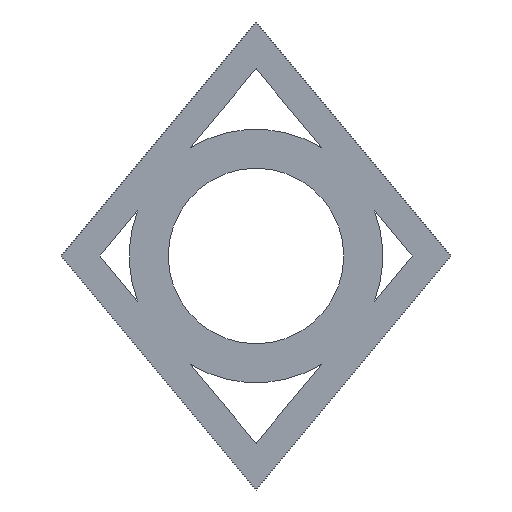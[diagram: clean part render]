
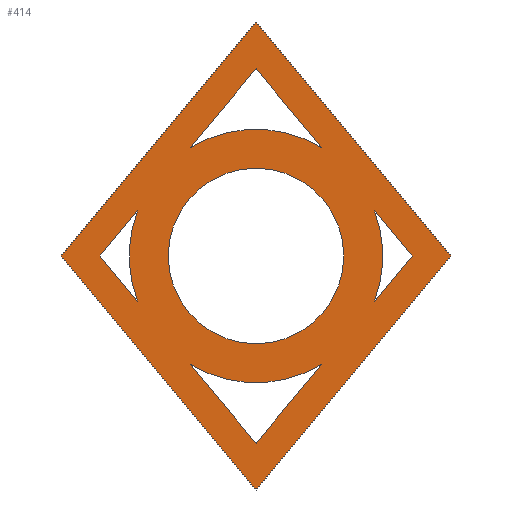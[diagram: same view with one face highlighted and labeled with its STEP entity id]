
A CAD part, front view. The second image highlights one B-rep face of the part: STEP entity #414.
In plain terms, the highlighted planar face has unit normal (0, -1, 0).
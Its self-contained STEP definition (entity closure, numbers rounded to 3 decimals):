
#21=FACE_BOUND('',#92,.T.);
#22=FACE_BOUND('',#93,.T.);
#23=FACE_BOUND('',#94,.T.);
#24=FACE_BOUND('',#95,.T.);
#25=FACE_BOUND('',#96,.T.);
#26=CIRCLE('',#431,13.);
#28=CIRCLE('',#436,13.);
#30=CIRCLE('',#441,13.);
#32=CIRCLE('',#446,13.);
#35=CIRCLE('',#451,9.);
#64=FACE_OUTER_BOUND('',#91,.T.);
#91=EDGE_LOOP('',(#362,#363,#364,#365));
#92=EDGE_LOOP('',(#366,#367,#368));
#93=EDGE_LOOP('',(#369,#370,#371));
#94=EDGE_LOOP('',(#372,#373,#374));
#95=EDGE_LOOP('',(#375,#376,#377));
#96=EDGE_LOOP('',(#378));
#97=LINE('',#576,#139);
#102=LINE('',#589,#144);
#104=LINE('',#594,#146);
#109=LINE('',#607,#151);
#111=LINE('',#612,#153);
#116=LINE('',#625,#158);
#118=LINE('',#630,#160);
#123=LINE('',#643,#165);
#127=LINE('',#661,#169);
#131=LINE('',#669,#173);
#134=LINE('',#675,#176);
#137=LINE('',#680,#179);
#139=VECTOR('',#466,10.);
#144=VECTOR('',#479,10.);
#146=VECTOR('',#483,10.);
#151=VECTOR('',#496,10.);
#153=VECTOR('',#500,10.);
#158=VECTOR('',#513,10.);
#160=VECTOR('',#517,10.);
#165=VECTOR('',#530,10.);
#169=VECTOR('',#550,10.);
#173=VECTOR('',#556,10.);
#176=VECTOR('',#561,10.);
#179=VECTOR('',#566,10.);
#181=VERTEX_POINT('',#574);
#182=VERTEX_POINT('',#575);
#185=VERTEX_POINT('',#583);
#187=VERTEX_POINT('',#592);
#188=VERTEX_POINT('',#593);
#191=VERTEX_POINT('',#601);
#193=VERTEX_POINT('',#610);
#194=VERTEX_POINT('',#611);
#197=VERTEX_POINT('',#619);
#199=VERTEX_POINT('',#628);
#200=VERTEX_POINT('',#629);
#203=VERTEX_POINT('',#637);
#206=VERTEX_POINT('',#648);
#209=VERTEX_POINT('',#659);
#210=VERTEX_POINT('',#660);
#213=VERTEX_POINT('',#668);
#215=VERTEX_POINT('',#674);
#217=EDGE_CURVE('',#181,#182,#97,.T.);
#221=EDGE_CURVE('',#182,#185,#26,.T.);
#224=EDGE_CURVE('',#185,#181,#102,.T.);
#226=EDGE_CURVE('',#187,#188,#104,.T.);
#230=EDGE_CURVE('',#188,#191,#28,.T.);
#233=EDGE_CURVE('',#191,#187,#109,.T.);
#235=EDGE_CURVE('',#193,#194,#111,.T.);
#239=EDGE_CURVE('',#194,#197,#30,.T.);
#242=EDGE_CURVE('',#197,#193,#116,.T.);
#244=EDGE_CURVE('',#199,#200,#118,.T.);
#248=EDGE_CURVE('',#200,#203,#32,.T.);
#251=EDGE_CURVE('',#203,#199,#123,.T.);
#255=EDGE_CURVE('',#206,#206,#35,.T.);
#259=EDGE_CURVE('',#209,#210,#127,.T.);
#263=EDGE_CURVE('',#210,#213,#131,.T.);
#266=EDGE_CURVE('',#215,#213,#134,.T.);
#269=EDGE_CURVE('',#209,#215,#137,.T.);
#362=ORIENTED_EDGE('',*,*,#269,.F.);
#363=ORIENTED_EDGE('',*,*,#259,.T.);
#364=ORIENTED_EDGE('',*,*,#263,.T.);
#365=ORIENTED_EDGE('',*,*,#266,.F.);
#366=ORIENTED_EDGE('',*,*,#221,.T.);
#367=ORIENTED_EDGE('',*,*,#224,.T.);
#368=ORIENTED_EDGE('',*,*,#217,.T.);
#369=ORIENTED_EDGE('',*,*,#230,.T.);
#370=ORIENTED_EDGE('',*,*,#233,.T.);
#371=ORIENTED_EDGE('',*,*,#226,.T.);
#372=ORIENTED_EDGE('',*,*,#239,.T.);
#373=ORIENTED_EDGE('',*,*,#242,.T.);
#374=ORIENTED_EDGE('',*,*,#235,.T.);
#375=ORIENTED_EDGE('',*,*,#248,.T.);
#376=ORIENTED_EDGE('',*,*,#251,.T.);
#377=ORIENTED_EDGE('',*,*,#244,.T.);
#378=ORIENTED_EDGE('',*,*,#255,.T.);
#393=PLANE('',#461);
#414=ADVANCED_FACE('',(#64,#21,#22,#23,#24,#25),#393,.F.);
#431=AXIS2_PLACEMENT_3D('',#584,#472,#473);
#436=AXIS2_PLACEMENT_3D('',#602,#489,#490);
#441=AXIS2_PLACEMENT_3D('',#620,#506,#507);
#446=AXIS2_PLACEMENT_3D('',#638,#523,#524);
#451=AXIS2_PLACEMENT_3D('',#650,#537,#538);
#461=AXIS2_PLACEMENT_3D('',#683,#570,#571);
#466=DIRECTION('',(-0.64,0.,0.768));
#472=DIRECTION('center_axis',(0.,-1.,0.));
#473=DIRECTION('ref_axis',(0.518,0.,-0.855));
#479=DIRECTION('',(-0.64,0.,-0.768));
#483=DIRECTION('',(0.64,0.,-0.768));
#489=DIRECTION('center_axis',(0.,-1.,0.));
#490=DIRECTION('ref_axis',(-0.518,0.,0.855));
#496=DIRECTION('',(0.64,0.,0.768));
#500=DIRECTION('',(0.64,0.,0.768));
#506=DIRECTION('center_axis',(0.,-1.,0.));
#507=DIRECTION('ref_axis',(-0.935,0.,-0.355));
#513=DIRECTION('',(-0.64,0.,0.768));
#517=DIRECTION('',(-0.64,0.,-0.768));
#523=DIRECTION('center_axis',(0.,-1.,0.));
#524=DIRECTION('ref_axis',(0.935,0.,0.355));
#530=DIRECTION('',(0.64,0.,-0.768));
#537=DIRECTION('center_axis',(0.,1.,0.));
#538=DIRECTION('ref_axis',(-1.,0.,0.));
#550=DIRECTION('',(-0.64,0.,-0.768));
#556=DIRECTION('',(0.64,0.,-0.768));
#561=DIRECTION('',(-0.64,0.,-0.768));
#566=DIRECTION('',(0.64,0.,-0.768));
#570=DIRECTION('center_axis',(0.,1.,0.));
#571=DIRECTION('ref_axis',(1.,0.,0.));
#574=CARTESIAN_POINT('',(0.,0.,-19.204));
#575=CARTESIAN_POINT('',(-6.736,0.,-11.118));
#576=CARTESIAN_POINT('',(-8.09,0.,-9.494));
#583=CARTESIAN_POINT('',(6.736,0.,-11.118));
#584=CARTESIAN_POINT('Origin',(0.,0.,0.));
#589=CARTESIAN_POINT('',(4.722,0.,-13.536));
#592=CARTESIAN_POINT('',(0.,0.,19.204));
#593=CARTESIAN_POINT('',(6.736,0.,11.118));
#594=CARTESIAN_POINT('',(8.09,0.,9.494));
#601=CARTESIAN_POINT('',(-6.736,0.,11.118));
#602=CARTESIAN_POINT('Origin',(0.,0.,0.));
#607=CARTESIAN_POINT('',(-4.722,0.,13.536));
#610=CARTESIAN_POINT('',(-16.,0.,0.));
#611=CARTESIAN_POINT('',(-12.152,0.,4.619));
#612=CARTESIAN_POINT('',(-10.798,0.,6.244));
#619=CARTESIAN_POINT('',(-12.152,0.,-4.619));
#620=CARTESIAN_POINT('Origin',(0.,0.,0.));
#625=CARTESIAN_POINT('',(-12.722,0.,-3.934));
#628=CARTESIAN_POINT('',(16.,0.,0.));
#629=CARTESIAN_POINT('',(12.152,0.,-4.619));
#630=CARTESIAN_POINT('',(10.798,0.,-6.244));
#637=CARTESIAN_POINT('',(12.152,0.,4.619));
#638=CARTESIAN_POINT('Origin',(0.,0.,0.));
#643=CARTESIAN_POINT('',(12.722,0.,3.934));
#648=CARTESIAN_POINT('',(9.,0.,0.));
#650=CARTESIAN_POINT('Origin',(0.,0.,0.));
#659=CARTESIAN_POINT('',(0.,0.,24.));
#660=CARTESIAN_POINT('',(-20.,0.,0.));
#661=CARTESIAN_POINT('',(0.,0.,24.));
#668=CARTESIAN_POINT('',(0.,0.,-24.));
#669=CARTESIAN_POINT('',(-20.,0.,0.));
#674=CARTESIAN_POINT('',(20.,0.,0.));
#675=CARTESIAN_POINT('',(20.,0.,0.));
#680=CARTESIAN_POINT('',(0.,0.,24.));
#683=CARTESIAN_POINT('Origin',(0.,0.,0.));
